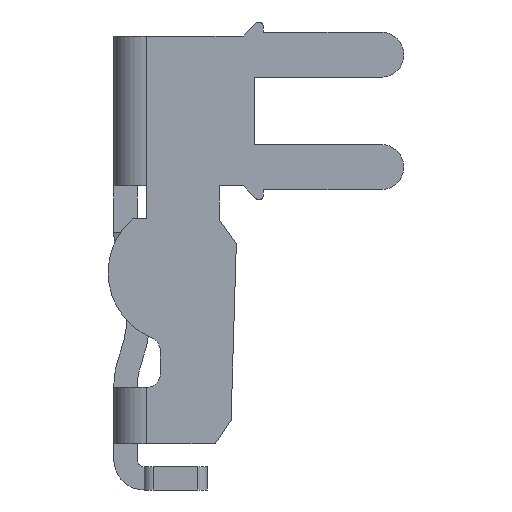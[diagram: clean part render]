
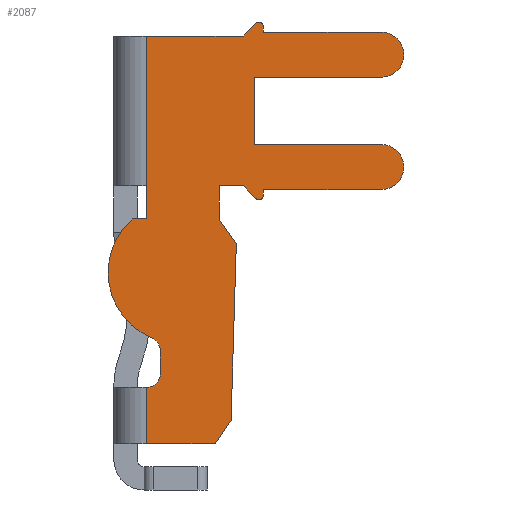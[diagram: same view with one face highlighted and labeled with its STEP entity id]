
A CAD part, left-side view. The second image highlights one B-rep face of the part: STEP entity #2087.
In plain terms, the highlighted planar face has unit normal (-1, 0, 0).
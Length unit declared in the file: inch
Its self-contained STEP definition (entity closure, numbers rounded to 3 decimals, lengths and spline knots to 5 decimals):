
#264=CIRCLE('',#2238,0.01);
#265=CIRCLE('',#2239,0.048);
#266=CIRCLE('',#2240,0.048);
#267=CIRCLE('',#2241,0.01);
#268=CIRCLE('',#2242,0.15159);
#269=CIRCLE('',#2243,0.02991);
#270=CIRCLE('',#2244,0.02931);
#334=PLANE('',#2237);
#411=FACE_OUTER_BOUND('',#509,.T.);
#509=EDGE_LOOP('',(#1655,#1656,#1657,#1658,#1659,#1660,#1661,#1662,#1663,
#1664,#1665,#1666,#1667,#1668,#1669,#1670,#1671,#1672,#1673,#1674,#1675,
#1676,#1677,#1678,#1679,#1680,#1681,#1682));
#629=LINE('',#3181,#837);
#647=LINE('',#3232,#855);
#648=LINE('',#3235,#856);
#649=LINE('',#3237,#857);
#650=LINE('',#3239,#858);
#651=LINE('',#3241,#859);
#652=LINE('',#3243,#860);
#653=LINE('',#3245,#861);
#654=LINE('',#3249,#862);
#655=LINE('',#3251,#863);
#656=LINE('',#3255,#864);
#657=LINE('',#3257,#865);
#658=LINE('',#3259,#866);
#659=LINE('',#3263,#867);
#660=LINE('',#3265,#868);
#661=LINE('',#3269,#869);
#662=LINE('',#3271,#870);
#663=LINE('',#3272,#871);
#664=LINE('',#3274,#872);
#665=LINE('',#3276,#873);
#666=LINE('',#3282,#874);
#837=VECTOR('',#2525,0.3937);
#855=VECTOR('',#2575,0.3937);
#856=VECTOR('',#2578,0.3937);
#857=VECTOR('',#2579,0.3937);
#858=VECTOR('',#2580,0.3937);
#859=VECTOR('',#2581,0.3937);
#860=VECTOR('',#2582,0.3937);
#861=VECTOR('',#2583,0.3937);
#862=VECTOR('',#2586,0.3937);
#863=VECTOR('',#2587,0.3937);
#864=VECTOR('',#2590,0.3937);
#865=VECTOR('',#2591,0.3937);
#866=VECTOR('',#2592,0.3937);
#867=VECTOR('',#2595,0.3937);
#868=VECTOR('',#2596,0.3937);
#869=VECTOR('',#2599,0.3937);
#870=VECTOR('',#2600,0.3937);
#871=VECTOR('',#2601,0.3937);
#872=VECTOR('',#2602,0.3937);
#873=VECTOR('',#2603,0.3937);
#874=VECTOR('',#2608,0.3937);
#1056=VERTEX_POINT('',#3178);
#1057=VERTEX_POINT('',#3180);
#1061=VERTEX_POINT('',#3193);
#1073=VERTEX_POINT('',#3226);
#1075=VERTEX_POINT('',#3234);
#1076=VERTEX_POINT('',#3236);
#1077=VERTEX_POINT('',#3238);
#1078=VERTEX_POINT('',#3240);
#1079=VERTEX_POINT('',#3242);
#1080=VERTEX_POINT('',#3244);
#1081=VERTEX_POINT('',#3246);
#1082=VERTEX_POINT('',#3248);
#1083=VERTEX_POINT('',#3250);
#1084=VERTEX_POINT('',#3252);
#1085=VERTEX_POINT('',#3254);
#1086=VERTEX_POINT('',#3256);
#1087=VERTEX_POINT('',#3258);
#1088=VERTEX_POINT('',#3260);
#1089=VERTEX_POINT('',#3262);
#1090=VERTEX_POINT('',#3264);
#1091=VERTEX_POINT('',#3266);
#1092=VERTEX_POINT('',#3268);
#1093=VERTEX_POINT('',#3270);
#1094=VERTEX_POINT('',#3273);
#1095=VERTEX_POINT('',#3275);
#1096=VERTEX_POINT('',#3277);
#1097=VERTEX_POINT('',#3279);
#1098=VERTEX_POINT('',#3281);
#1264=EDGE_CURVE('',#1057,#1056,#629,.T.);
#1291=EDGE_CURVE('',#1057,#1061,#647,.T.);
#1292=EDGE_CURVE('',#1056,#1075,#648,.T.);
#1293=EDGE_CURVE('',#1075,#1076,#649,.T.);
#1294=EDGE_CURVE('',#1076,#1077,#650,.T.);
#1295=EDGE_CURVE('',#1077,#1078,#651,.T.);
#1296=EDGE_CURVE('',#1078,#1079,#652,.T.);
#1297=EDGE_CURVE('',#1079,#1080,#653,.T.);
#1298=EDGE_CURVE('',#1080,#1081,#264,.T.);
#1299=EDGE_CURVE('',#1081,#1082,#654,.T.);
#1300=EDGE_CURVE('',#1082,#1083,#655,.T.);
#1301=EDGE_CURVE('',#1083,#1084,#265,.T.);
#1302=EDGE_CURVE('',#1084,#1085,#656,.T.);
#1303=EDGE_CURVE('',#1085,#1086,#657,.T.);
#1304=EDGE_CURVE('',#1086,#1087,#658,.T.);
#1305=EDGE_CURVE('',#1087,#1088,#266,.T.);
#1306=EDGE_CURVE('',#1088,#1089,#659,.T.);
#1307=EDGE_CURVE('',#1089,#1090,#660,.T.);
#1308=EDGE_CURVE('',#1090,#1091,#267,.T.);
#1309=EDGE_CURVE('',#1091,#1092,#661,.T.);
#1310=EDGE_CURVE('',#1092,#1093,#662,.T.);
#1311=EDGE_CURVE('',#1073,#1093,#663,.T.);
#1312=EDGE_CURVE('',#1073,#1094,#664,.T.);
#1313=EDGE_CURVE('',#1094,#1095,#665,.T.);
#1314=EDGE_CURVE('',#1095,#1096,#268,.T.);
#1315=EDGE_CURVE('',#1096,#1097,#269,.T.);
#1316=EDGE_CURVE('',#1097,#1098,#666,.T.);
#1317=EDGE_CURVE('',#1098,#1061,#270,.T.);
#1655=ORIENTED_EDGE('',*,*,#1291,.F.);
#1656=ORIENTED_EDGE('',*,*,#1264,.T.);
#1657=ORIENTED_EDGE('',*,*,#1292,.T.);
#1658=ORIENTED_EDGE('',*,*,#1293,.T.);
#1659=ORIENTED_EDGE('',*,*,#1294,.T.);
#1660=ORIENTED_EDGE('',*,*,#1295,.T.);
#1661=ORIENTED_EDGE('',*,*,#1296,.T.);
#1662=ORIENTED_EDGE('',*,*,#1297,.T.);
#1663=ORIENTED_EDGE('',*,*,#1298,.T.);
#1664=ORIENTED_EDGE('',*,*,#1299,.T.);
#1665=ORIENTED_EDGE('',*,*,#1300,.T.);
#1666=ORIENTED_EDGE('',*,*,#1301,.T.);
#1667=ORIENTED_EDGE('',*,*,#1302,.T.);
#1668=ORIENTED_EDGE('',*,*,#1303,.T.);
#1669=ORIENTED_EDGE('',*,*,#1304,.T.);
#1670=ORIENTED_EDGE('',*,*,#1305,.T.);
#1671=ORIENTED_EDGE('',*,*,#1306,.T.);
#1672=ORIENTED_EDGE('',*,*,#1307,.T.);
#1673=ORIENTED_EDGE('',*,*,#1308,.T.);
#1674=ORIENTED_EDGE('',*,*,#1309,.T.);
#1675=ORIENTED_EDGE('',*,*,#1310,.T.);
#1676=ORIENTED_EDGE('',*,*,#1311,.F.);
#1677=ORIENTED_EDGE('',*,*,#1312,.T.);
#1678=ORIENTED_EDGE('',*,*,#1313,.T.);
#1679=ORIENTED_EDGE('',*,*,#1314,.T.);
#1680=ORIENTED_EDGE('',*,*,#1315,.T.);
#1681=ORIENTED_EDGE('',*,*,#1316,.T.);
#1682=ORIENTED_EDGE('',*,*,#1317,.T.);
#2087=ADVANCED_FACE('',(#411),#334,.F.);
#2237=AXIS2_PLACEMENT_3D('',#3233,#2576,#2577);
#2238=AXIS2_PLACEMENT_3D('',#3247,#2584,#2585);
#2239=AXIS2_PLACEMENT_3D('',#3253,#2588,#2589);
#2240=AXIS2_PLACEMENT_3D('',#3261,#2593,#2594);
#2241=AXIS2_PLACEMENT_3D('',#3267,#2597,#2598);
#2242=AXIS2_PLACEMENT_3D('',#3278,#2604,#2605);
#2243=AXIS2_PLACEMENT_3D('',#3280,#2606,#2607);
#2244=AXIS2_PLACEMENT_3D('',#3283,#2609,#2610);
#2525=DIRECTION('',(0.,-1.,0.));
#2575=DIRECTION('',(0.,0.,1.));
#2576=DIRECTION('center_axis',(1.,0.,0.));
#2577=DIRECTION('ref_axis',(0.,0.,-1.));
#2578=DIRECTION('',(0.,-0.559,0.829));
#2579=DIRECTION('',(0.,-0.03,1.));
#2580=DIRECTION('',(0.,0.578,0.816));
#2581=DIRECTION('',(0.,0.,1.));
#2582=DIRECTION('',(0.,-1.,0.));
#2583=DIRECTION('',(0.,-0.696,-0.718));
#2584=DIRECTION('center_axis',(-1.,0.,0.));
#2585=DIRECTION('ref_axis',(0.,1.,0.));
#2586=DIRECTION('',(0.,0.,1.));
#2587=DIRECTION('',(0.,-1.,0.));
#2588=DIRECTION('center_axis',(-1.,0.,0.));
#2589=DIRECTION('ref_axis',(0.,1.,0.));
#2590=DIRECTION('',(0.,1.,0.));
#2591=DIRECTION('',(0.,0.,1.));
#2592=DIRECTION('',(0.,-1.,0.));
#2593=DIRECTION('center_axis',(-1.,0.,0.));
#2594=DIRECTION('ref_axis',(0.,1.,0.));
#2595=DIRECTION('',(0.,1.,0.));
#2596=DIRECTION('',(0.,0.,1.));
#2597=DIRECTION('center_axis',(-1.,0.,0.));
#2598=DIRECTION('ref_axis',(0.,-0.718,-0.696));
#2599=DIRECTION('',(0.,0.696,-0.718));
#2600=DIRECTION('',(0.,1.,0.));
#2601=DIRECTION('',(0.,0.,1.));
#2602=DIRECTION('',(0.,0.,-1.));
#2603=DIRECTION('',(0.,1.,0.));
#2604=DIRECTION('center_axis',(-1.,0.,0.));
#2605=DIRECTION('ref_axis',(0.,-0.387,0.922));
#2606=DIRECTION('center_axis',(1.,0.,0.));
#2607=DIRECTION('ref_axis',(0.,-0.387,0.922));
#2608=DIRECTION('',(0.,0.,-1.));
#2609=DIRECTION('center_axis',(1.,0.,0.));
#2610=DIRECTION('ref_axis',(0.,-1.,0.));
#3178=CARTESIAN_POINT('',(-0.24,0.10303,-0.71078));
#3180=CARTESIAN_POINT('',(-0.24,0.25,-0.71078));
#3181=CARTESIAN_POINT('',(-0.24,0.32,-0.71078));
#3193=CARTESIAN_POINT('',(-0.24,0.25,-0.59078));
#3226=CARTESIAN_POINT('',(-0.24,0.25,-0.16));
#3232=CARTESIAN_POINT('',(-0.24,0.25,-0.44521));
#3233=CARTESIAN_POINT('Origin',(-0.24,0.06965,-0.17963));
#3234=CARTESIAN_POINT('',(-0.24,0.06932,-0.66077));
#3235=CARTESIAN_POINT('',(-0.24,0.10303,-0.71078));
#3236=CARTESIAN_POINT('',(-0.24,0.0581,-0.28356));
#3237=CARTESIAN_POINT('',(-0.24,0.06932,-0.66077));
#3238=CARTESIAN_POINT('',(-0.24,0.095,-0.23145));
#3239=CARTESIAN_POINT('',(-0.24,0.0581,-0.28356));
#3240=CARTESIAN_POINT('',(-0.24,0.095,-0.16));
#3241=CARTESIAN_POINT('',(-0.24,0.095,-0.23145));
#3242=CARTESIAN_POINT('',(-0.24,0.04335,-0.16));
#3243=CARTESIAN_POINT('',(-0.24,0.32,-0.16));
#3244=CARTESIAN_POINT('',(-0.24,0.01718,-0.18696));
#3245=CARTESIAN_POINT('',(-0.24,0.04335,-0.16));
#3246=CARTESIAN_POINT('',(-0.24,0.,-0.18));
#3247=CARTESIAN_POINT('Origin',(-0.24,0.01,-0.18));
#3248=CARTESIAN_POINT('',(-0.24,0.,-0.168));
#3249=CARTESIAN_POINT('',(-0.24,0.,-0.18));
#3250=CARTESIAN_POINT('',(-0.24,-0.252,-0.168));
#3251=CARTESIAN_POINT('',(-0.24,0.,-0.168));
#3252=CARTESIAN_POINT('',(-0.24,-0.252,-0.072));
#3253=CARTESIAN_POINT('Origin',(-0.24,-0.252,-0.12));
#3254=CARTESIAN_POINT('',(-0.24,0.01999,-0.072));
#3255=CARTESIAN_POINT('',(-0.24,-0.252,-0.072));
#3256=CARTESIAN_POINT('',(-0.24,0.01999,0.072));
#3257=CARTESIAN_POINT('',(-0.24,0.01999,-0.072));
#3258=CARTESIAN_POINT('',(-0.24,-0.252,0.072));
#3259=CARTESIAN_POINT('',(-0.24,0.01999,0.072));
#3260=CARTESIAN_POINT('',(-0.24,-0.252,0.168));
#3261=CARTESIAN_POINT('Origin',(-0.24,-0.252,0.12));
#3262=CARTESIAN_POINT('',(-0.24,0.,0.168));
#3263=CARTESIAN_POINT('',(-0.24,-0.252,0.168));
#3264=CARTESIAN_POINT('',(-0.24,0.,0.18));
#3265=CARTESIAN_POINT('',(-0.24,0.,0.168));
#3266=CARTESIAN_POINT('',(-0.24,0.01718,0.18696));
#3267=CARTESIAN_POINT('Origin',(-0.24,0.01,0.18));
#3268=CARTESIAN_POINT('',(-0.24,0.04335,0.16));
#3269=CARTESIAN_POINT('',(-0.24,0.01718,0.18696));
#3270=CARTESIAN_POINT('',(-0.24,0.25,0.16));
#3271=CARTESIAN_POINT('',(-0.24,0.04335,0.16));
#3272=CARTESIAN_POINT('',(-0.24,0.25,-0.16982));
#3273=CARTESIAN_POINT('',(-0.24,0.25,-0.2309));
#3274=CARTESIAN_POINT('',(-0.24,0.25,-0.16));
#3275=CARTESIAN_POINT('',(-0.24,0.28022,-0.2309));
#3276=CARTESIAN_POINT('',(-0.24,0.25,-0.2309));
#3277=CARTESIAN_POINT('',(-0.24,0.23903,-0.48483));
#3278=CARTESIAN_POINT('Origin',(-0.24,0.18044,-0.34502));
#3279=CARTESIAN_POINT('',(-0.24,0.22069,-0.51241));
#3280=CARTESIAN_POINT('Origin',(-0.24,0.25059,-0.51241));
#3281=CARTESIAN_POINT('',(-0.24,0.22069,-0.56147));
#3282=CARTESIAN_POINT('',(-0.24,0.22069,-0.51241));
#3283=CARTESIAN_POINT('Origin',(-0.24,0.25,-0.56147));
